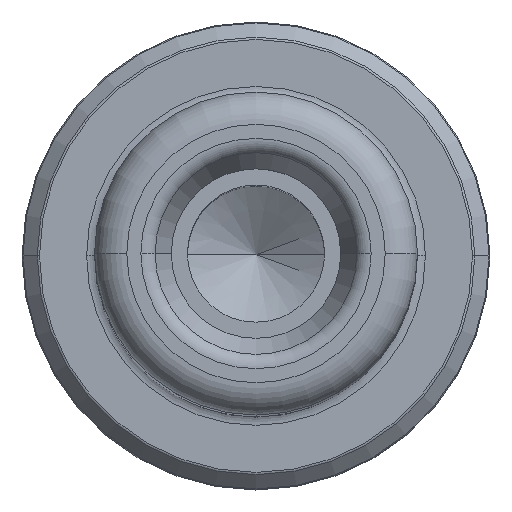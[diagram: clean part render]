
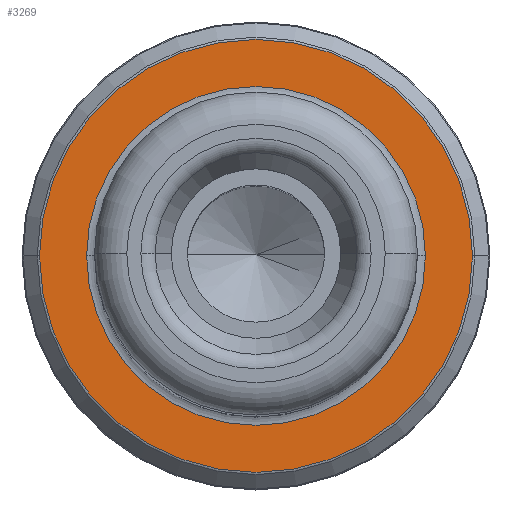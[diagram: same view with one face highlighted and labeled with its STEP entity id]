
A CAD part, top view. The second image highlights one B-rep face of the part: STEP entity #3269.
In plain terms, the highlighted planar face has unit normal (0, 0, 1).
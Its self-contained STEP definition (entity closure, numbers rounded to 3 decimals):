
#55 = DIRECTION ( 'NONE',  ( 0., 0., 1. ) ) ;
#158 = CARTESIAN_POINT ( 'NONE',  ( 0., 0., 20. ) ) ;
#367 = CARTESIAN_POINT ( 'NONE',  ( 10.5, 0., 20. ) ) ;
#373 = EDGE_LOOP ( 'NONE', ( #3202, #2028 ) ) ;
#512 = AXIS2_PLACEMENT_3D ( 'NONE', #158, #2973, #3069 ) ;
#517 = AXIS2_PLACEMENT_3D ( 'NONE', #2159, #3593, #2194 ) ;
#591 = CIRCLE ( 'NONE', #3338, 13.417 ) ;
#718 = CARTESIAN_POINT ( 'NONE',  ( 0., 0., 20. ) ) ;
#730 = VERTEX_POINT ( 'NONE', #893 ) ;
#839 = DIRECTION ( 'NONE',  ( -1., 0., 0. ) ) ;
#878 = CARTESIAN_POINT ( 'NONE',  ( 0., 0., 20. ) ) ;
#893 = CARTESIAN_POINT ( 'NONE',  ( -10.5, 0., 20. ) ) ;
#1049 = CIRCLE ( 'NONE', #512, 10.5 ) ;
#1130 = DIRECTION ( 'NONE',  ( 0., 0., -1. ) ) ;
#1336 = DIRECTION ( 'NONE',  ( 1., 0., 0. ) ) ;
#1428 = AXIS2_PLACEMENT_3D ( 'NONE', #3667, #1130, #839 ) ;
#1469 = CARTESIAN_POINT ( 'NONE',  ( 13.417, 0., 20. ) ) ;
#1555 = EDGE_CURVE ( 'NONE', #730, #3072, #1049, .T. ) ;
#1590 = PLANE ( 'NONE',  #517 ) ;
#1626 = FACE_BOUND ( 'NONE', #2604, .T. ) ;
#1879 = FACE_OUTER_BOUND ( 'NONE', #373, .T. ) ;
#2028 = ORIENTED_EDGE ( 'NONE', *, *, #2927, .T. ) ;
#2042 = ORIENTED_EDGE ( 'NONE', *, *, #3514, .T. ) ;
#2159 = CARTESIAN_POINT ( 'NONE',  ( 0., 0., 20. ) ) ;
#2194 = DIRECTION ( 'NONE',  ( 1., 0., 0. ) ) ;
#2224 = ORIENTED_EDGE ( 'NONE', *, *, #1555, .T. ) ;
#2285 = DIRECTION ( 'NONE',  ( 1., 0., 0. ) ) ;
#2369 = EDGE_CURVE ( 'NONE', #2892, #3433, #591, .T. ) ;
#2604 = EDGE_LOOP ( 'NONE', ( #2224, #2042 ) ) ;
#2623 = CIRCLE ( 'NONE', #3624, 13.417 ) ;
#2626 = CIRCLE ( 'NONE', #1428, 10.5 ) ;
#2892 = VERTEX_POINT ( 'NONE', #1469 ) ;
#2927 = EDGE_CURVE ( 'NONE', #3433, #2892, #2623, .T. ) ;
#2973 = DIRECTION ( 'NONE',  ( 0., 0., -1. ) ) ;
#2979 = DIRECTION ( 'NONE',  ( 0., 0., 1. ) ) ;
#3069 = DIRECTION ( 'NONE',  ( -1., 0., 0. ) ) ;
#3072 = VERTEX_POINT ( 'NONE', #367 ) ;
#3172 = CARTESIAN_POINT ( 'NONE',  ( -13.417, 0., 20. ) ) ;
#3202 = ORIENTED_EDGE ( 'NONE', *, *, #2369, .T. ) ;
#3269 = ADVANCED_FACE ( 'NONE', ( #1626, #1879 ), #1590, .T. ) ;
#3338 = AXIS2_PLACEMENT_3D ( 'NONE', #718, #2979, #1336 ) ;
#3433 = VERTEX_POINT ( 'NONE', #3172 ) ;
#3514 = EDGE_CURVE ( 'NONE', #3072, #730, #2626, .T. ) ;
#3593 = DIRECTION ( 'NONE',  ( 0., 0., 1. ) ) ;
#3624 = AXIS2_PLACEMENT_3D ( 'NONE', #878, #55, #2285 ) ;
#3667 = CARTESIAN_POINT ( 'NONE',  ( 0., 0., 20. ) ) ;
